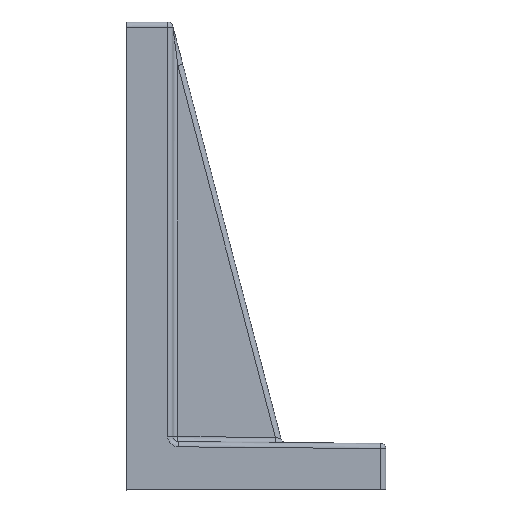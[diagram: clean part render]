
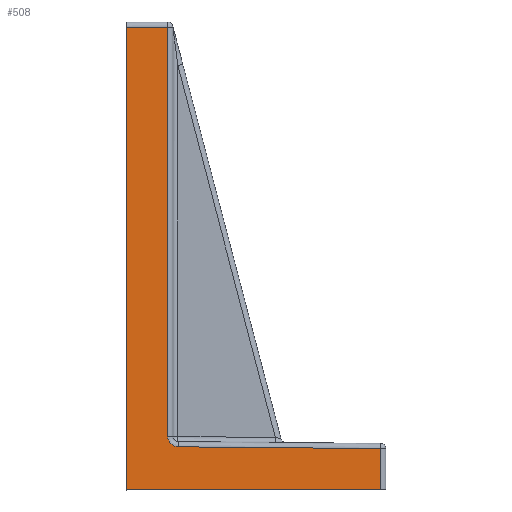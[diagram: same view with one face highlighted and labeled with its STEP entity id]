
A CAD part, top view. The second image highlights one B-rep face of the part: STEP entity #508.
In plain terms, the highlighted planar face has unit normal (0.018, 0, 1).
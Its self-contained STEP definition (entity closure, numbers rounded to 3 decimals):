
#508=ADVANCED_FACE('NONE',(#1437),#1438,.T.);
#1437=FACE_OUTER_BOUND('',#2749,.T.);
#1438=PLANE('',#2750);
#2749=EDGE_LOOP('',(#5399,#5400,#5401,#5402,#5403,#5404,#5405));
#2750=AXIS2_PLACEMENT_3D('',#5406,#5407,#5408);
#5399=ORIENTED_EDGE('',*,*,#8687,.T.);
#5400=ORIENTED_EDGE('',*,*,#8804,.T.);
#5401=ORIENTED_EDGE('',*,*,#8805,.T.);
#5402=ORIENTED_EDGE('',*,*,#8806,.F.);
#5403=ORIENTED_EDGE('',*,*,#8807,.T.);
#5404=ORIENTED_EDGE('',*,*,#8808,.T.);
#5405=ORIENTED_EDGE('',*,*,#8568,.T.);
#5406=CARTESIAN_POINT('',(100.0,15.802,38.25));
#5407=DIRECTION('',(0.017,0.,1.));
#5408=DIRECTION('',(0.,-1.0,0.0));
#8568=EDGE_CURVE('NONE',#10095,#10093,#10096,.T.);
#8687=EDGE_CURVE('NONE',#10093,#10315,#10317,.T.);
#8804=EDGE_CURVE('NONE',#10315,#10518,#10519,.T.);
#8805=EDGE_CURVE('NONE',#10518,#10520,#10521,.T.);
#8806=EDGE_CURVE('NONE',#10522,#10520,#10523,.T.);
#8807=EDGE_CURVE('NONE',#10522,#10524,#10525,.T.);
#8808=EDGE_CURVE('NONE',#10524,#10095,#10526,.T.);
#10093=VERTEX_POINT('NONE',#12348);
#10095=VERTEX_POINT('NONE',#12351);
#10096=LINE('',#12352,#12353);
#10315=VERTEX_POINT('NONE',#12949);
#10317=LINE('',#12951,#12952);
#10518=VERTEX_POINT('NONE',#13440);
#10519=LINE('',#13441,#13442);
#10520=VERTEX_POINT('NONE',#13443);
#10521=LINE('',#13444,#13445);
#10522=VERTEX_POINT('NONE',#13446);
#10523=(B_SPLINE_CURVE(3,(#13448,#13449,#13450,#13451),.UNSPECIFIED.,.F.,.F.)B_SPLINE_CURVE_WITH_KNOTS((4,4),(0.,1.562),.UNSPECIFIED.)RATIONAL_B_SPLINE_CURVE((1.0,0.807,0.807,1.0))BOUNDED_CURVE()REPRESENTATION_ITEM('')GEOMETRIC_REPRESENTATION_ITEM()CURVE());
#10524=VERTEX_POINT('NONE',#13458);
#10525=LINE('',#13459,#13460);
#10526=LINE('',#13461,#13462);
#12348=CARTESIAN_POINT('',(0.0,0.0,39.996));
#12351=CARTESIAN_POINT('',(0.0,178.0,39.996));
#12352=CARTESIAN_POINT('',(0.0,15.802,39.996));
#12353=VECTOR('',#16166,1000.0);
#12949=CARTESIAN_POINT('',(98.035,0.0,38.284));
#12951=CARTESIAN_POINT('',(100.0,0.0,38.25));
#12952=VECTOR('',#16297,1000.0);
#13440=CARTESIAN_POINT('',(98.035,15.802,38.284));
#13441=CARTESIAN_POINT('',(98.035,15.802,38.284));
#13442=VECTOR('',#16437,1000.0);
#13443=CARTESIAN_POINT('',(20.,16.483,39.646));
#13444=CARTESIAN_POINT('',(100.,15.785,38.25));
#13445=VECTOR('',#16438,1000.0);
#13446=CARTESIAN_POINT('',(16.035,20.483,39.716));
#13448=CARTESIAN_POINT('',(16.035,20.483,39.716));
#13449=CARTESIAN_POINT('',(16.035,18.156,39.716));
#13450=CARTESIAN_POINT('',(17.673,16.503,39.687));
#13451=CARTESIAN_POINT('',(20.,16.483,39.646));
#13458=CARTESIAN_POINT('',(16.035,178.0,39.716));
#13459=CARTESIAN_POINT('',(16.035,15.802,39.716));
#13460=VECTOR('',#16439,1000.0);
#13461=CARTESIAN_POINT('',(100.0,178.0,38.25));
#13462=VECTOR('',#16440,1000.0);
#16166=DIRECTION('',(0.0,-1.0,0.));
#16297=DIRECTION('',(1.,-0.0,-0.017));
#16437=DIRECTION('',(0.,1.0,0.0));
#16438=DIRECTION('',(-1.,0.009,0.017));
#16439=DIRECTION('',(0.,1.0,0.));
#16440=DIRECTION('',(-1.,0.0,0.017));
